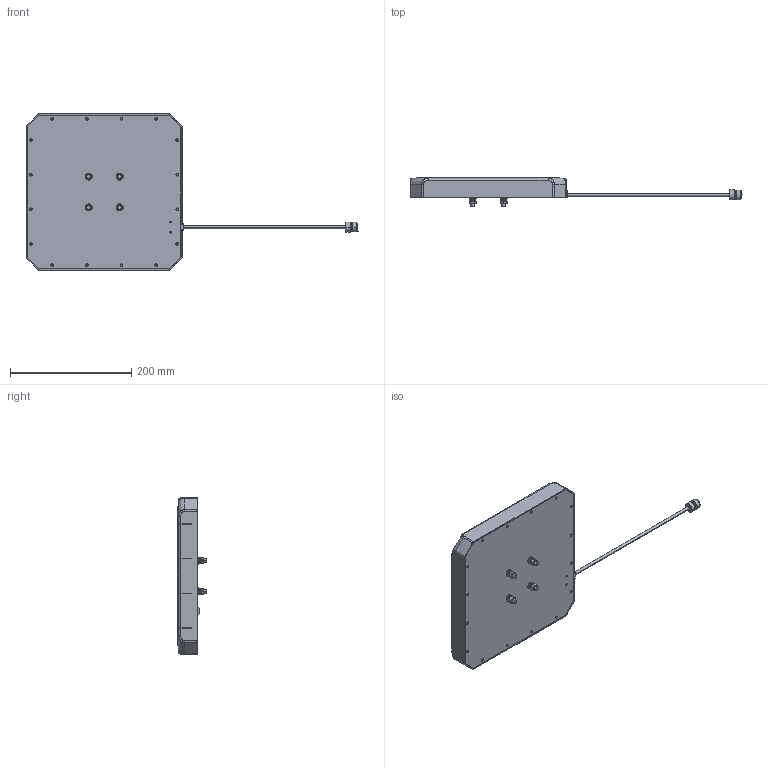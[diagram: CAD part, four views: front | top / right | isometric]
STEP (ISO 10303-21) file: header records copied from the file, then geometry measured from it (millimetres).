
FILE_DESCRIPTION (( 'STEP AP214' ), '1' );
FILE_NAME ('FMANFP1033_3D.STEP', '2022-11-15T18:37:31', ( '' ), ( '' ), 'SwSTEP 2.0', 'SolidWorks 2022', '' );
FILE_SCHEMA (( 'AUTOMOTIVE_DESIGN' ));
Length unit declared in the file: millimetre
Products named in the file (11): Copy of DABAJIAOTIANX3D_ASM_1_ASM_1_1_ASM^Copy of DABAJIAOTIANX3D_ASM_8_1_ASM_FMANFP1033; Copy of DABAJIAOTIANDB_4_1_3_1^Copy of ASM0001_ASM_7_ASM_1_ASM_1_1_ASM_Copy of DABAJIAOTIANX3D_ASM_1_ASM_1_1_ASM_Copy of DABAJIAOTIANX3D_ASM_8_1_ASM_FMANFP1033; Copy of DABAJIAOTIANX3D_ASM_8_1_ASM^FMANFP1033; Copy of 723GZ_9_4_1^Copy of DABAJIAOTIANX3D_ASM_1_ASM_1_1_ASM_Copy of DABAJIAOTIANX3D_ASM_8_1_ASM_FMANFP1033; Copy of DABAJIAOXTOU_3_1^Copy of DABAJIAOTIANX3D_ASM_8_1_ASM_FMANFP1033; Copy of GJ2_7_1_1_1^Copy of DABAJIAOTIANX3D_ASM_1_ASM_1_1_ASM_Copy of DABAJIAOTIANX3D_ASM_8_1_ASM_FMANFP1033; FMANFP1033_3D; Copy of DBJTXJT_1_1^Copy of DABAJIAOTIANX3D_ASM_8_1_ASM_FMANFP1033; Copy of ASM0001_ASM_7_ASM_1_ASM_1_1_ASM^Copy of DABAJIAOTIANX3D_ASM_1_ASM_1_1_ASM_Copy of DABAJIAOTIANX3D_ASM_8_1_ASM_FMANFP1033; Copy of DABAJIAOYAP_1_1_1_1^Copy of ASM0001_ASM_7_ASM_1_ASM_1_1_ASM_Copy of DABAJIAOTIANX3D_ASM_1_ASM_1_1_ASM_Copy of DABAJIAOTIANX3D_ASM_8_1_ASM_FMANFP1033; Copy of 0408XJ7_1_1^Copy of DABAJIAOTIANX3D_ASM_8_1_ASM_FMANFP1033
Assembly tree (10 placements, depth 5):
  FMANFP1033_3D
    Copy of DABAJIAOTIANX3D_ASM_8_1_ASM^FMANFP1033
      Copy of DABAJIAOTIANX3D_ASM_1_ASM_1_1_ASM^Copy of DABAJIAOTIANX3D_ASM_8_1_ASM_FMANFP1033
        Copy of ASM0001_ASM_7_ASM_1_ASM_1_1_ASM^Copy of DABAJIAOTIANX3D_ASM_1_ASM_1_1_ASM_Copy of DABAJIAOTIANX3D_ASM_8_1_ASM_FMANFP1033
          Copy of DABAJIAOTIANDB_4_1_3_1^Copy of ASM0001_ASM_7_ASM_1_ASM_1_1_ASM_Copy of DABAJIAOTIANX3D_ASM_1_ASM_1_1_ASM_Copy of DABAJIAOTIANX3D_ASM_8_1_ASM_FMANFP1033
          Copy of DABAJIAOYAP_1_1_1_1^Copy of ASM0001_ASM_7_ASM_1_ASM_1_1_ASM_Copy of DABAJIAOTIANX3D_ASM_1_ASM_1_1_ASM_Copy of DABAJIAOTIANX3D_ASM_8_1_ASM_FMANFP1033
        Copy of 723GZ_9_4_1^Copy of DABAJIAOTIANX3D_ASM_1_ASM_1_1_ASM_Copy of DABAJIAOTIANX3D_ASM_8_1_ASM_FMANFP1033
        Copy of GJ2_7_1_1_1^Copy of DABAJIAOTIANX3D_ASM_1_ASM_1_1_ASM_Copy of DABAJIAOTIANX3D_ASM_8_1_ASM_FMANFP1033
      Copy of 0408XJ7_1_1^Copy of DABAJIAOTIANX3D_ASM_8_1_ASM_FMANFP1033
      Copy of DABAJIAOXTOU_3_1^Copy of DABAJIAOTIANX3D_ASM_8_1_ASM_FMANFP1033
      Copy of DBJTXJT_1_1^Copy of DABAJIAOTIANX3D_ASM_8_1_ASM_FMANFP1033
Bounding box: 548.15 x 49.4 x 258.01 mm (x, y, z)
Volume: 377631.2 mm3; surface area: 398816.5 mm2
Topology: 19 solids, 19 shells, 1016 faces, 2681 edges, 1740 vertices
Faces by surface type: cylinder 445, plane 435, bspline 95, cone 41
Entity records: 49336 total; most frequent: CARTESIAN_POINT 24838, ORIENTED_EDGE 5360, DIRECTION 4508, EDGE_CURVE 2680, VERTEX_POINT 1740, AXIS2_PLACEMENT_3D 1572, LINE 1364, VECTOR 1364
